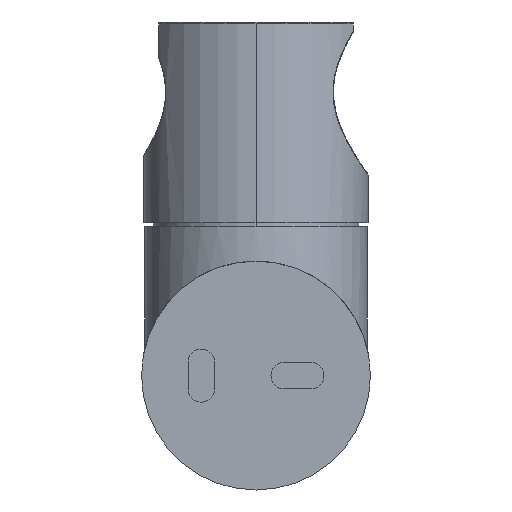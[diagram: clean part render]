
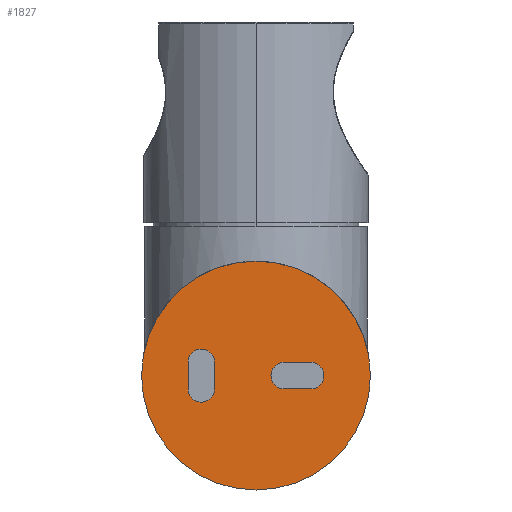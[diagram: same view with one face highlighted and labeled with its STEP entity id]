
A CAD part, front view. The second image highlights one B-rep face of the part: STEP entity #1827.
In plain terms, the highlighted planar face has unit normal (0, -1, 0).
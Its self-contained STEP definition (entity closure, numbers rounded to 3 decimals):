
#365=CARTESIAN_POINT('',(0.,0.,0.));
#366=DIRECTION('',(0.,1.,0.));
#367=DIRECTION('',(1.,0.,0.));
#368=AXIS2_PLACEMENT_3D('',#365,#366,#367);
#370=CARTESIAN_POINT('',(0.,0.,0.));
#371=DIRECTION('',(0.,1.,0.));
#372=DIRECTION('',(-1.,0.,0.));
#373=AXIS2_PLACEMENT_3D('',#370,#371,#372);
#375=CARTESIAN_POINT('',(4.25,0.,0.));
#376=DIRECTION('',(0.,-1.,0.));
#377=DIRECTION('',(0.,0.,1.));
#378=AXIS2_PLACEMENT_3D('',#375,#376,#377);
#380=DIRECTION('',(1.,0.,0.));
#381=VECTOR('',#380,4.);
#382=CARTESIAN_POINT('',(4.25,0.,-2.));
#383=LINE('',#382,#381);
#384=CARTESIAN_POINT('',(8.25,0.,0.));
#385=DIRECTION('',(0.,-1.,0.));
#386=DIRECTION('',(0.,0.,-1.));
#387=AXIS2_PLACEMENT_3D('',#384,#385,#386);
#389=DIRECTION('',(-1.,0.,0.));
#390=VECTOR('',#389,4.);
#391=CARTESIAN_POINT('',(8.25,0.,2.));
#392=LINE('',#391,#390);
#393=CARTESIAN_POINT('',(-8.25,0.,-2.));
#394=DIRECTION('',(0.,-1.,0.));
#395=DIRECTION('',(-1.,0.,0.));
#396=AXIS2_PLACEMENT_3D('',#393,#394,#395);
#398=DIRECTION('',(0.,0.,1.));
#399=VECTOR('',#398,4.);
#400=CARTESIAN_POINT('',(-6.25,0.,-2.));
#401=LINE('',#400,#399);
#402=CARTESIAN_POINT('',(-8.25,0.,2.));
#403=DIRECTION('',(0.,-1.,0.));
#404=DIRECTION('',(1.,0.,0.));
#405=AXIS2_PLACEMENT_3D('',#402,#403,#404);
#407=DIRECTION('',(0.,0.,-1.));
#408=VECTOR('',#407,4.);
#409=CARTESIAN_POINT('',(-10.25,0.,2.));
#410=LINE('',#409,#408);
#985=CARTESIAN_POINT('',(17.25,0.,0.));
#986=CARTESIAN_POINT('',(-17.25,0.,0.));
#987=VERTEX_POINT('',#985);
#988=VERTEX_POINT('',#986);
#1005=CARTESIAN_POINT('',(4.25,0.,2.));
#1006=CARTESIAN_POINT('',(4.25,0.,-2.));
#1007=VERTEX_POINT('',#1005);
#1008=VERTEX_POINT('',#1006);
#1009=CARTESIAN_POINT('',(8.25,0.,-2.));
#1010=VERTEX_POINT('',#1009);
#1011=CARTESIAN_POINT('',(8.25,0.,2.));
#1012=VERTEX_POINT('',#1011);
#1013=CARTESIAN_POINT('',(-10.25,0.,-2.));
#1014=CARTESIAN_POINT('',(-6.25,0.,-2.));
#1015=VERTEX_POINT('',#1013);
#1016=VERTEX_POINT('',#1014);
#1017=CARTESIAN_POINT('',(-6.25,0.,2.));
#1018=VERTEX_POINT('',#1017);
#1019=CARTESIAN_POINT('',(-10.25,0.,2.));
#1020=VERTEX_POINT('',#1019);
#1797=CARTESIAN_POINT('',(0.,0.,0.));
#1798=DIRECTION('',(0.,1.,0.));
#1799=DIRECTION('',(1.,0.,0.));
#1800=AXIS2_PLACEMENT_3D('',#1797,#1798,#1799);
#1801=PLANE('',#1800);
#1803=ORIENTED_EDGE('',*,*,#1802,.T.);
#1805=ORIENTED_EDGE('',*,*,#1804,.T.);
#1806=EDGE_LOOP('',(#1803,#1805));
#1807=FACE_OUTER_BOUND('',#1806,.F.);
#1808=ORIENTED_EDGE('',*,*,#1780,.T.);
#1810=ORIENTED_EDGE('',*,*,#1809,.T.);
#1812=ORIENTED_EDGE('',*,*,#1811,.T.);
#1814=ORIENTED_EDGE('',*,*,#1813,.T.);
#1815=EDGE_LOOP('',(#1808,#1810,#1812,#1814));
#1816=FACE_BOUND('',#1815,.F.);
#1818=ORIENTED_EDGE('',*,*,#1817,.T.);
#1820=ORIENTED_EDGE('',*,*,#1819,.T.);
#1822=ORIENTED_EDGE('',*,*,#1821,.T.);
#1824=ORIENTED_EDGE('',*,*,#1823,.T.);
#1825=EDGE_LOOP('',(#1818,#1820,#1822,#1824));
#1826=FACE_BOUND('',#1825,.F.);
#1827=ADVANCED_FACE('',(#1807,#1816,#1826),#1801,.F.);
#369=CIRCLE('',#368,17.25);
#374=CIRCLE('',#373,17.25);
#379=CIRCLE('',#378,2.);
#388=CIRCLE('',#387,2.);
#397=CIRCLE('',#396,2.);
#406=CIRCLE('',#405,2.);
#1780=EDGE_CURVE('',#1007,#1008,#379,.T.);
#1802=EDGE_CURVE('',#987,#988,#369,.T.);
#1804=EDGE_CURVE('',#988,#987,#374,.T.);
#1809=EDGE_CURVE('',#1008,#1010,#383,.T.);
#1811=EDGE_CURVE('',#1010,#1012,#388,.T.);
#1813=EDGE_CURVE('',#1012,#1007,#392,.T.);
#1817=EDGE_CURVE('',#1015,#1016,#397,.T.);
#1819=EDGE_CURVE('',#1016,#1018,#401,.T.);
#1821=EDGE_CURVE('',#1018,#1020,#406,.T.);
#1823=EDGE_CURVE('',#1020,#1015,#410,.T.);
